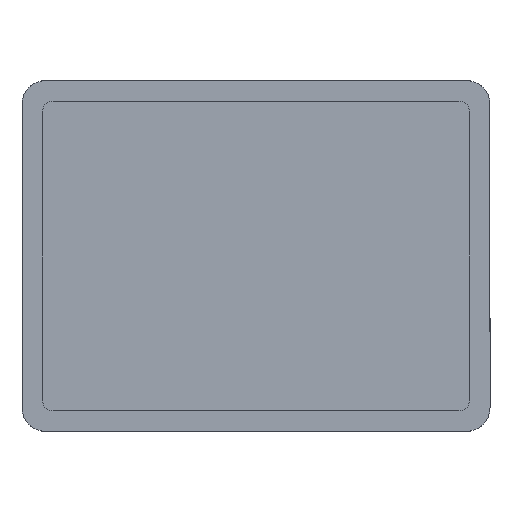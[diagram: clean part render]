
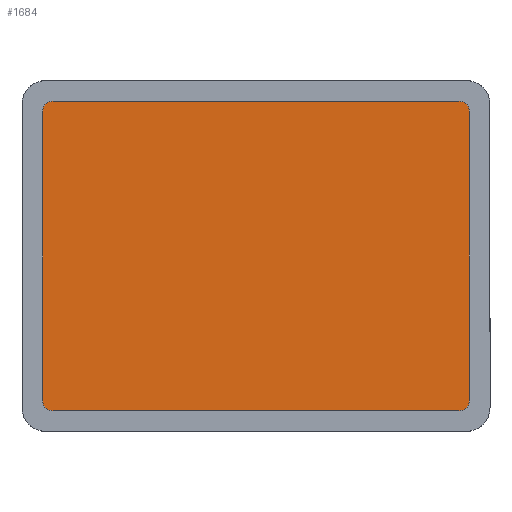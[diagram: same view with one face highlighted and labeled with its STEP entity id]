
A CAD part, front view. The second image highlights one B-rep face of the part: STEP entity #1684.
In plain terms, the highlighted planar face has unit normal (0, -1, 0).
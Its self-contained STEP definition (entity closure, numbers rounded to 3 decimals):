
#118 = ORIENTED_EDGE ( 'NONE', *, *, #2909, .F. ) ;
#268 = LINE ( 'NONE', #4224, #12667 ) ;
#350 = DIRECTION ( 'NONE',  ( 0., 0., 1. ) ) ;
#630 = CARTESIAN_POINT ( 'NONE',  ( -182., 0., -123. ) ) ;
#643 = ORIENTED_EDGE ( 'NONE', *, *, #1593, .F. ) ;
#1059 = CARTESIAN_POINT ( 'NONE',  ( 173., 0., -132. ) ) ;
#1166 = LINE ( 'NONE', #10890, #11482 ) ;
#1200 = CARTESIAN_POINT ( 'NONE',  ( -182., 0., 123. ) ) ;
#1427 = VERTEX_POINT ( 'NONE', #6560 ) ;
#1593 = EDGE_CURVE ( 'NONE', #2457, #7482, #268, .T. ) ;
#1621 = DIRECTION ( 'NONE',  ( 0., 1., 0. ) ) ;
#1684 = ADVANCED_FACE ( 'NONE', ( #10510 ), #5572, .F. ) ;
#1721 = CARTESIAN_POINT ( 'NONE',  ( 173., 0., 123. ) ) ;
#1979 = DIRECTION ( 'NONE',  ( 0., 0., 1. ) ) ;
#2457 = VERTEX_POINT ( 'NONE', #12661 ) ;
#2689 = CARTESIAN_POINT ( 'NONE',  ( 182., 0., -123. ) ) ;
#2909 = EDGE_CURVE ( 'NONE', #11712, #4642, #12094, .T. ) ;
#3525 = DIRECTION ( 'NONE',  ( 0., 0., 1. ) ) ;
#4145 = CARTESIAN_POINT ( 'NONE',  ( 173., 0., 132. ) ) ;
#4224 = CARTESIAN_POINT ( 'NONE',  ( -173., 0., 132. ) ) ;
#4423 = CARTESIAN_POINT ( 'NONE',  ( -173., 0., 123. ) ) ;
#4500 = ORIENTED_EDGE ( 'NONE', *, *, #5567, .F. ) ;
#4642 = VERTEX_POINT ( 'NONE', #630 ) ;
#4790 = CARTESIAN_POINT ( 'NONE',  ( -173., 0., -123. ) ) ;
#4996 = DIRECTION ( 'NONE',  ( 0., 0., -1. ) ) ;
#5239 = VERTEX_POINT ( 'NONE', #2689 ) ;
#5486 = AXIS2_PLACEMENT_3D ( 'NONE', #1721, #8666, #1979 ) ;
#5567 = EDGE_CURVE ( 'NONE', #7432, #2457, #10555, .T. ) ;
#5572 = PLANE ( 'NONE',  #12257 ) ;
#5578 = CARTESIAN_POINT ( 'NONE',  ( 173., 0., -123. ) ) ;
#6058 = CARTESIAN_POINT ( 'NONE',  ( -173., 0., -132. ) ) ;
#6109 = CARTESIAN_POINT ( 'NONE',  ( 182., 0., 123. ) ) ;
#6293 = EDGE_LOOP ( 'NONE', ( #118, #8018, #9218, #10922, #10877, #643, #4500, #8632 ) ) ;
#6560 = CARTESIAN_POINT ( 'NONE',  ( 182., 0., 123. ) ) ;
#6591 = VECTOR ( 'NONE', #4996, 1000. ) ;
#6645 = EDGE_CURVE ( 'NONE', #4642, #7432, #10072, .T. ) ;
#6989 = DIRECTION ( 'NONE',  ( 0., 1., 0. ) ) ;
#7323 = AXIS2_PLACEMENT_3D ( 'NONE', #4790, #12401, #3525 ) ;
#7432 = VERTEX_POINT ( 'NONE', #9001 ) ;
#7469 = EDGE_CURVE ( 'NONE', #9716, #11712, #1166, .T. ) ;
#7482 = VERTEX_POINT ( 'NONE', #4145 ) ;
#7642 = AXIS2_PLACEMENT_3D ( 'NONE', #4423, #9289, #8377 ) ;
#7742 = CIRCLE ( 'NONE', #9815, 9. ) ;
#8018 = ORIENTED_EDGE ( 'NONE', *, *, #7469, .F. ) ;
#8034 = DIRECTION ( 'NONE',  ( -1., 0., 0. ) ) ;
#8054 = LINE ( 'NONE', #6109, #6591 ) ;
#8377 = DIRECTION ( 'NONE',  ( 0., 0., 1. ) ) ;
#8434 = DIRECTION ( 'NONE',  ( 0., 0., 1. ) ) ;
#8617 = CARTESIAN_POINT ( 'NONE',  ( -173., 0., -123. ) ) ;
#8632 = ORIENTED_EDGE ( 'NONE', *, *, #6645, .F. ) ;
#8666 = DIRECTION ( 'NONE',  ( 0., 1., 0. ) ) ;
#8723 = EDGE_CURVE ( 'NONE', #5239, #9716, #7742, .T. ) ;
#9001 = CARTESIAN_POINT ( 'NONE',  ( -182., 0., 123. ) ) ;
#9141 = EDGE_CURVE ( 'NONE', #7482, #1427, #9825, .T. ) ;
#9218 = ORIENTED_EDGE ( 'NONE', *, *, #8723, .F. ) ;
#9279 = DIRECTION ( 'NONE',  ( 1., 0., 0. ) ) ;
#9289 = DIRECTION ( 'NONE',  ( 0., 1., 0. ) ) ;
#9716 = VERTEX_POINT ( 'NONE', #1059 ) ;
#9815 = AXIS2_PLACEMENT_3D ( 'NONE', #5578, #6989, #12648 ) ;
#9825 = CIRCLE ( 'NONE', #5486, 9. ) ;
#10072 = LINE ( 'NONE', #1200, #12479 ) ;
#10510 = FACE_OUTER_BOUND ( 'NONE', #6293, .T. ) ;
#10555 = CIRCLE ( 'NONE', #7642, 9. ) ;
#10877 = ORIENTED_EDGE ( 'NONE', *, *, #9141, .F. ) ;
#10890 = CARTESIAN_POINT ( 'NONE',  ( -173., 0., -132. ) ) ;
#10922 = ORIENTED_EDGE ( 'NONE', *, *, #12074, .F. ) ;
#11482 = VECTOR ( 'NONE', #8034, 1000. ) ;
#11712 = VERTEX_POINT ( 'NONE', #6058 ) ;
#12074 = EDGE_CURVE ( 'NONE', #1427, #5239, #8054, .T. ) ;
#12094 = CIRCLE ( 'NONE', #7323, 9. ) ;
#12257 = AXIS2_PLACEMENT_3D ( 'NONE', #8617, #1621, #8434 ) ;
#12401 = DIRECTION ( 'NONE',  ( 0., 1., 0. ) ) ;
#12479 = VECTOR ( 'NONE', #350, 1000. ) ;
#12648 = DIRECTION ( 'NONE',  ( 0., 0., 1. ) ) ;
#12661 = CARTESIAN_POINT ( 'NONE',  ( -173., 0., 132. ) ) ;
#12667 = VECTOR ( 'NONE', #9279, 1000. ) ;
